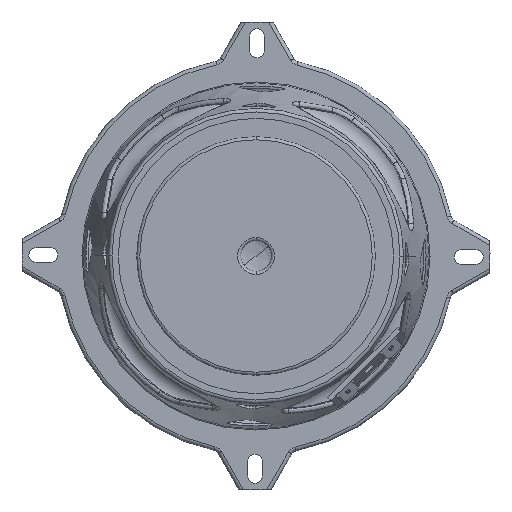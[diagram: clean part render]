
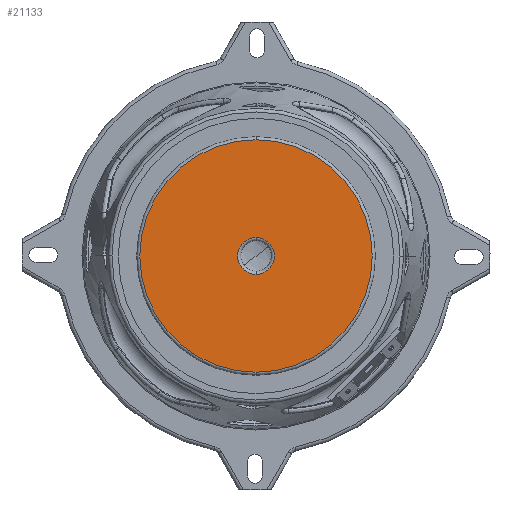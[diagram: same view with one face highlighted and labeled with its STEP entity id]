
A CAD part, front view. The second image highlights one B-rep face of the part: STEP entity #21133.
In plain terms, the highlighted planar face has unit normal (0, -1, 0).
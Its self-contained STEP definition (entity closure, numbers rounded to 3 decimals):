
#261 = EDGE_CURVE ( 'NONE', #8576, #9464, #22894, .T. ) ;
#855 = EDGE_LOOP ( 'NONE', ( #17508, #12902 ) ) ;
#3340 = CIRCLE ( 'NONE', #14773, 38. ) ;
#3349 = VERTEX_POINT ( 'NONE', #23144 ) ;
#3838 = AXIS2_PLACEMENT_3D ( 'NONE', #14365, #4957, #21361 ) ;
#4345 = CARTESIAN_POINT ( 'NONE',  ( 0., -26.5, 0. ) ) ;
#4957 = DIRECTION ( 'NONE',  ( 0., 1., 0. ) ) ;
#5448 = ORIENTED_EDGE ( 'NONE', *, *, #14725, .T. ) ;
#5523 = CARTESIAN_POINT ( 'NONE',  ( 0., -26.5, -6. ) ) ;
#6174 = ORIENTED_EDGE ( 'NONE', *, *, #10929, .T. ) ;
#7648 = DIRECTION ( 'NONE',  ( 0., 0., -1. ) ) ;
#8512 = EDGE_CURVE ( 'NONE', #9464, #8576, #10648, .T. ) ;
#8576 = VERTEX_POINT ( 'NONE', #5523 ) ;
#8760 = DIRECTION ( 'NONE',  ( 0., -1., 0. ) ) ;
#8838 = FACE_OUTER_BOUND ( 'NONE', #9476, .T. ) ;
#9464 = VERTEX_POINT ( 'NONE', #20607 ) ;
#9476 = EDGE_LOOP ( 'NONE', ( #6174, #5448 ) ) ;
#10648 = CIRCLE ( 'NONE', #18290, 6. ) ;
#10929 = EDGE_CURVE ( 'NONE', #17891, #3349, #3340, .T. ) ;
#11203 = DIRECTION ( 'NONE',  ( 0., 1., 0. ) ) ;
#11682 = DIRECTION ( 'NONE',  ( 0., -1., 0. ) ) ;
#12902 = ORIENTED_EDGE ( 'NONE', *, *, #8512, .T. ) ;
#13594 = DIRECTION ( 'NONE',  ( 0., 0., -1. ) ) ;
#14365 = CARTESIAN_POINT ( 'NONE',  ( 0., -26.5, 0. ) ) ;
#14725 = EDGE_CURVE ( 'NONE', #3349, #17891, #18565, .T. ) ;
#14773 = AXIS2_PLACEMENT_3D ( 'NONE', #18552, #11682, #7648 ) ;
#15854 = PLANE ( 'NONE',  #20526 ) ;
#15999 = CARTESIAN_POINT ( 'NONE',  ( 16.65, -26.5, 0. ) ) ;
#17508 = ORIENTED_EDGE ( 'NONE', *, *, #261, .T. ) ;
#17841 = CARTESIAN_POINT ( 'NONE',  ( 0., -26.5, -38. ) ) ;
#17869 = DIRECTION ( 'NONE',  ( 0., 0., -1. ) ) ;
#17891 = VERTEX_POINT ( 'NONE', #17841 ) ;
#18290 = AXIS2_PLACEMENT_3D ( 'NONE', #4345, #11203, #13594 ) ;
#18552 = CARTESIAN_POINT ( 'NONE',  ( 0., -26.5, 0. ) ) ;
#18565 = CIRCLE ( 'NONE', #21403, 38. ) ;
#19636 = DIRECTION ( 'NONE',  ( 0., 0., -1. ) ) ;
#20180 = DIRECTION ( 'NONE',  ( 0., -1., 0. ) ) ;
#20526 = AXIS2_PLACEMENT_3D ( 'NONE', #15999, #20180, #19636 ) ;
#20607 = CARTESIAN_POINT ( 'NONE',  ( 0., -26.5, 6. ) ) ;
#21133 = ADVANCED_FACE ( 'NONE', ( #8838, #29389 ), #15854, .T. ) ;
#21361 = DIRECTION ( 'NONE',  ( 0., 0., -1. ) ) ;
#21403 = AXIS2_PLACEMENT_3D ( 'NONE', #24696, #8760, #17869 ) ;
#22894 = CIRCLE ( 'NONE', #3838, 6. ) ;
#23144 = CARTESIAN_POINT ( 'NONE',  ( 0., -26.5, 38. ) ) ;
#24696 = CARTESIAN_POINT ( 'NONE',  ( 0., -26.5, 0. ) ) ;
#29389 = FACE_BOUND ( 'NONE', #855, .T. ) ;
